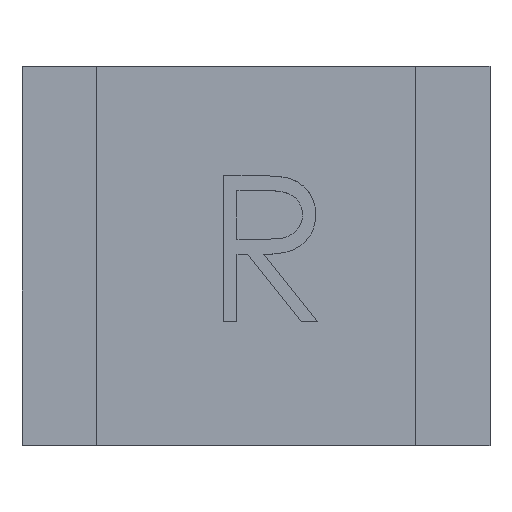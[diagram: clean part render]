
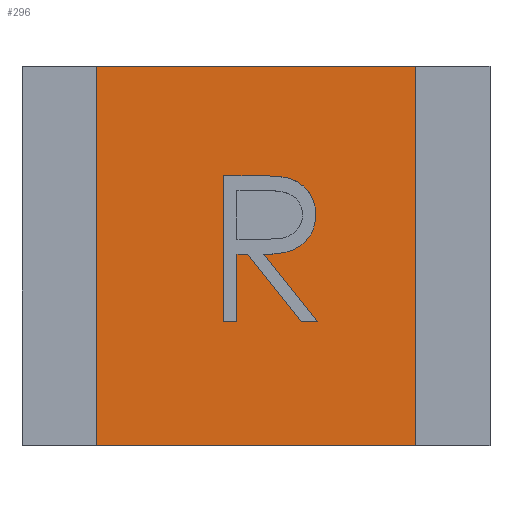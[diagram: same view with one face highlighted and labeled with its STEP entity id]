
A CAD part, top view. The second image highlights one B-rep face of the part: STEP entity #296.
In plain terms, the highlighted planar face has unit normal (0, 0, 1).
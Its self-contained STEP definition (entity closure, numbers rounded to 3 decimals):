
#296=ADVANCED_FACE('',(#355,#356),#328,.F.);
#328=PLANE('',#870);
#355=FACE_BOUND('',#359,.T.);
#356=FACE_BOUND('',#360,.T.);
#359=EDGE_LOOP('',(#408,#409,#410,#411,#412,#413,#414,#415,#416,#417,#418));
#360=EDGE_LOOP('',(#419,#420,#421,#422));
#393=B_SPLINE_CURVE_WITH_KNOTS('',3,(#1040,#1041,#1042,#1043,#1044,#1045,
#1046,#1047,#1048,#1049,#1050),.UNSPECIFIED.,.F.,.F.,(4,1,1,1,1,1,1,1,4),
(0.,0.176,0.338,0.485,0.617,
0.735,0.837,0.926,1.),.UNSPECIFIED.);
#394=B_SPLINE_CURVE_WITH_KNOTS('',3,(#1052,#1053,#1054,#1055,#1056,#1057,
#1058,#1059,#1060,#1061,#1062,#1063,#1064,#1065,#1066,#1067,#1068,#1069,
#1070),.UNSPECIFIED.,.F.,.F.,(4,1,1,1,1,1,1,1,1,1,1,1,1,1,1,1,4),(0.,0.064,
0.127,0.189,0.249,0.309,0.37,
0.431,0.492,0.554,0.616,
0.677,0.738,0.801,0.865,
0.932,1.),.UNSPECIFIED.);
#395=B_SPLINE_CURVE_WITH_KNOTS('',3,(#1072,#1073,#1074,#1075,#1076,#1077,
#1078,#1079,#1080,#1081,#1082,#1083,#1084,#1085,#1086,#1087,#1088,#1089,
#1090),.UNSPECIFIED.,.F.,.F.,(4,1,1,1,1,1,1,1,1,1,1,1,1,1,1,1,4),(0.,0.079,
0.154,0.227,0.299,0.371,
0.443,0.517,0.593,0.634,0.677,
0.723,0.772,0.824,0.879,
0.938,1.),.UNSPECIFIED.);
#408=ORIENTED_EDGE('',*,*,#632,.T.);
#409=ORIENTED_EDGE('',*,*,#633,.T.);
#410=ORIENTED_EDGE('',*,*,#634,.T.);
#411=ORIENTED_EDGE('',*,*,#635,.T.);
#412=ORIENTED_EDGE('',*,*,#636,.T.);
#413=ORIENTED_EDGE('',*,*,#637,.T.);
#414=ORIENTED_EDGE('',*,*,#638,.T.);
#415=ORIENTED_EDGE('',*,*,#639,.T.);
#416=ORIENTED_EDGE('',*,*,#640,.T.);
#417=ORIENTED_EDGE('',*,*,#641,.T.);
#418=ORIENTED_EDGE('',*,*,#642,.T.);
#419=ORIENTED_EDGE('',*,*,#643,.T.);
#420=ORIENTED_EDGE('',*,*,#644,.F.);
#421=ORIENTED_EDGE('',*,*,#645,.F.);
#422=ORIENTED_EDGE('',*,*,#646,.T.);
#576=VERTEX_POINT('',#1034);
#577=VERTEX_POINT('',#1035);
#578=VERTEX_POINT('',#1037);
#579=VERTEX_POINT('',#1039);
#580=VERTEX_POINT('',#1051);
#581=VERTEX_POINT('',#1071);
#582=VERTEX_POINT('',#1091);
#583=VERTEX_POINT('',#1093);
#584=VERTEX_POINT('',#1095);
#585=VERTEX_POINT('',#1097);
#586=VERTEX_POINT('',#1099);
#587=VERTEX_POINT('',#1102);
#588=VERTEX_POINT('',#1103);
#589=VERTEX_POINT('',#1105);
#590=VERTEX_POINT('',#1107);
#632=EDGE_CURVE('',#576,#577,#716,.T.);
#633=EDGE_CURVE('',#577,#578,#717,.T.);
#634=EDGE_CURVE('',#578,#579,#718,.T.);
#635=EDGE_CURVE('',#579,#580,#393,.T.);
#636=EDGE_CURVE('',#580,#581,#394,.T.);
#637=EDGE_CURVE('',#581,#582,#395,.T.);
#638=EDGE_CURVE('',#582,#583,#719,.T.);
#639=EDGE_CURVE('',#583,#584,#720,.T.);
#640=EDGE_CURVE('',#584,#585,#721,.T.);
#641=EDGE_CURVE('',#585,#586,#722,.T.);
#642=EDGE_CURVE('',#586,#576,#723,.T.);
#643=EDGE_CURVE('',#587,#588,#724,.T.);
#644=EDGE_CURVE('',#589,#588,#725,.T.);
#645=EDGE_CURVE('',#590,#589,#726,.T.);
#646=EDGE_CURVE('',#590,#587,#727,.T.);
#716=LINE('',#1033,#790);
#717=LINE('',#1036,#791);
#718=LINE('',#1038,#792);
#719=LINE('',#1092,#793);
#720=LINE('',#1094,#794);
#721=LINE('',#1096,#795);
#722=LINE('',#1098,#796);
#723=LINE('',#1100,#797);
#724=LINE('',#1101,#798);
#725=LINE('',#1104,#799);
#726=LINE('',#1106,#800);
#727=LINE('',#1108,#801);
#790=VECTOR('',#899,1.);
#791=VECTOR('',#900,1.);
#792=VECTOR('',#901,1.);
#793=VECTOR('',#902,1.);
#794=VECTOR('',#903,1.);
#795=VECTOR('',#904,1.);
#796=VECTOR('',#905,1.);
#797=VECTOR('',#906,1.);
#798=VECTOR('',#907,1.);
#799=VECTOR('',#908,1.);
#800=VECTOR('',#909,1.);
#801=VECTOR('',#910,1.);
#870=AXIS2_PLACEMENT_3D('',#1109,#911,#912);
#899=DIRECTION('',(-1.,0.,0.));
#900=DIRECTION('',(0.,1.,0.));
#901=DIRECTION('',(1.,0.,0.));
#902=DIRECTION('',(0.623,-0.782,0.));
#903=DIRECTION('',(-1.,0.,0.));
#904=DIRECTION('',(-0.623,0.782,0.));
#905=DIRECTION('',(-1.,0.,0.));
#906=DIRECTION('',(0.,-1.,0.));
#907=DIRECTION('',(-1.,0.,0.));
#908=DIRECTION('',(0.,1.,0.));
#909=DIRECTION('',(-1.,0.,0.));
#910=DIRECTION('',(0.,1.,0.));
#911=DIRECTION('',(0.,0.,-1.));
#912=DIRECTION('',(-1.,0.,0.));
#1033=CARTESIAN_POINT('',(-0.193,-0.581,0.619));
#1034=CARTESIAN_POINT('',(-0.193,-0.581,0.619));
#1035=CARTESIAN_POINT('',(-0.283,-0.581,0.619));
#1036=CARTESIAN_POINT('',(-0.283,-0.581,0.619));
#1037=CARTESIAN_POINT('',(-0.283,0.419,0.619));
#1038=CARTESIAN_POINT('',(-0.283,0.419,0.619));
#1039=CARTESIAN_POINT('',(-0.083,0.419,0.619));
#1040=CARTESIAN_POINT('',(-0.083,0.419,0.619));
#1041=CARTESIAN_POINT('',(-0.07,0.419,0.619));
#1042=CARTESIAN_POINT('',(-0.044,0.419,0.619));
#1043=CARTESIAN_POINT('',(-0.007,0.419,0.619));
#1044=CARTESIAN_POINT('',(0.026,0.417,0.619));
#1045=CARTESIAN_POINT('',(0.056,0.416,0.619));
#1046=CARTESIAN_POINT('',(0.083,0.414,0.619));
#1047=CARTESIAN_POINT('',(0.106,0.412,0.619));
#1048=CARTESIAN_POINT('',(0.126,0.409,0.619));
#1049=CARTESIAN_POINT('',(0.138,0.407,0.619));
#1050=CARTESIAN_POINT('',(0.144,0.406,0.619));
#1051=CARTESIAN_POINT('',(0.144,0.406,0.619));
#1052=CARTESIAN_POINT('',(0.144,0.406,0.619));
#1053=CARTESIAN_POINT('',(0.151,0.404,0.619));
#1054=CARTESIAN_POINT('',(0.165,0.4,0.619));
#1055=CARTESIAN_POINT('',(0.186,0.393,0.619));
#1056=CARTESIAN_POINT('',(0.206,0.384,0.619));
#1057=CARTESIAN_POINT('',(0.225,0.374,0.619));
#1058=CARTESIAN_POINT('',(0.242,0.362,0.619));
#1059=CARTESIAN_POINT('',(0.259,0.349,0.619));
#1060=CARTESIAN_POINT('',(0.275,0.334,0.619));
#1061=CARTESIAN_POINT('',(0.289,0.318,0.619));
#1062=CARTESIAN_POINT('',(0.303,0.301,0.619));
#1063=CARTESIAN_POINT('',(0.314,0.282,0.619));
#1064=CARTESIAN_POINT('',(0.324,0.263,0.619));
#1065=CARTESIAN_POINT('',(0.331,0.242,0.619));
#1066=CARTESIAN_POINT('',(0.338,0.221,0.619));
#1067=CARTESIAN_POINT('',(0.342,0.199,0.619));
#1068=CARTESIAN_POINT('',(0.345,0.176,0.619));
#1069=CARTESIAN_POINT('',(0.345,0.16,0.619));
#1070=CARTESIAN_POINT('',(0.345,0.152,0.619));
#1071=CARTESIAN_POINT('',(0.345,0.152,0.619));
#1072=CARTESIAN_POINT('',(0.345,0.152,0.619));
#1073=CARTESIAN_POINT('',(0.345,0.139,0.619));
#1074=CARTESIAN_POINT('',(0.344,0.113,0.619));
#1075=CARTESIAN_POINT('',(0.336,0.075,0.619));
#1076=CARTESIAN_POINT('',(0.324,0.04,0.619));
#1077=CARTESIAN_POINT('',(0.306,0.007,0.619));
#1078=CARTESIAN_POINT('',(0.284,-0.022,0.619));
#1079=CARTESIAN_POINT('',(0.258,-0.048,0.619));
#1080=CARTESIAN_POINT('',(0.227,-0.07,0.619));
#1081=CARTESIAN_POINT('',(0.199,-0.085,0.619));
#1082=CARTESIAN_POINT('',(0.173,-0.094,0.619));
#1083=CARTESIAN_POINT('',(0.152,-0.101,0.619));
#1084=CARTESIAN_POINT('',(0.13,-0.106,0.619));
#1085=CARTESIAN_POINT('',(0.105,-0.111,0.619));
#1086=CARTESIAN_POINT('',(0.079,-0.115,0.619));
#1087=CARTESIAN_POINT('',(0.051,-0.117,0.619));
#1088=CARTESIAN_POINT('',(0.021,-0.119,0.619));
#1089=CARTESIAN_POINT('',(0.001,-0.119,0.619));
#1090=CARTESIAN_POINT('',(-0.01,-0.119,0.619));
#1091=CARTESIAN_POINT('',(-0.01,-0.119,0.619));
#1092=CARTESIAN_POINT('',(-0.01,-0.119,0.619));
#1093=CARTESIAN_POINT('',(0.358,-0.581,0.619));
#1094=CARTESIAN_POINT('',(0.358,-0.581,0.619));
#1095=CARTESIAN_POINT('',(0.247,-0.581,0.619));
#1096=CARTESIAN_POINT('',(0.247,-0.581,0.619));
#1097=CARTESIAN_POINT('',(-0.121,-0.119,0.619));
#1098=CARTESIAN_POINT('',(-0.121,-0.119,0.619));
#1099=CARTESIAN_POINT('',(-0.193,-0.119,0.619));
#1100=CARTESIAN_POINT('',(-0.193,-0.119,0.619));
#1101=CARTESIAN_POINT('',(1.029,1.165,0.619));
#1102=CARTESIAN_POINT('',(1.029,1.165,0.619));
#1103=CARTESIAN_POINT('',(-1.155,1.165,0.619));
#1104=CARTESIAN_POINT('',(-1.155,-1.425,0.619));
#1105=CARTESIAN_POINT('',(-1.155,-1.425,0.619));
#1106=CARTESIAN_POINT('',(1.029,-1.425,0.619));
#1107=CARTESIAN_POINT('',(1.029,-1.425,0.619));
#1108=CARTESIAN_POINT('',(1.029,-1.425,0.619));
#1109=CARTESIAN_POINT('',(1.029,-1.425,0.619));
